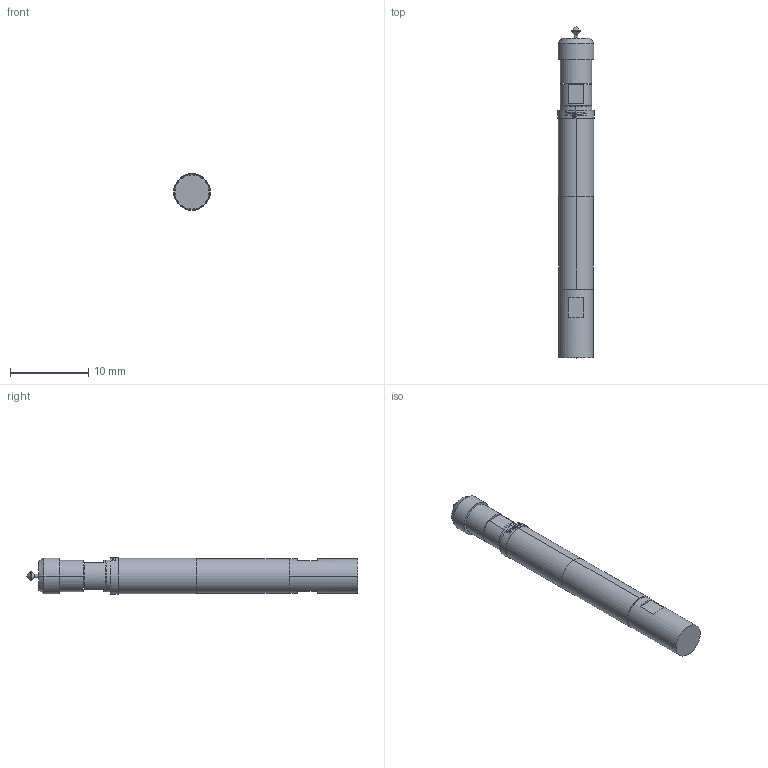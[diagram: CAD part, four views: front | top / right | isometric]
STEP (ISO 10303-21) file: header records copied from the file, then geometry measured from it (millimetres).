
FILE_DESCRIPTION (( 'STEP AP203' ), '1' );
FILE_NAME ('INGUN_HFS-865_308_110_A_xx42_E2F.STEP', '2020-09-01T12:14:18', ( '' ), ( '' ), 'SwSTEP 2.0', 'SolidWorks 2018', '' );
FILE_SCHEMA (( 'CONFIG_CONTROL_DESIGN' ));
Length unit declared in the file: millimetre
Products named in the file (1): INGUN_HFS-865_308_110_A_xx42_E2F
Bounding box: 4.7 x 42.5 x 4.7 mm (x, y, z)
Volume: 612.9 mm3; surface area: 634.7 mm2
Topology: 1 solids, 1 shells, 133 faces, 323 edges, 209 vertices
Faces by surface type: plane 63, cylinder 36, bspline 22, cone 12
Entity records: 4240 total; most frequent: CARTESIAN_POINT 1195, ORIENTED_EDGE 642, DIRECTION 561, EDGE_CURVE 321, AXIS2_PLACEMENT_3D 221, VERTEX_POINT 209, EDGE_LOOP 152, FACE_OUTER_BOUND 133
